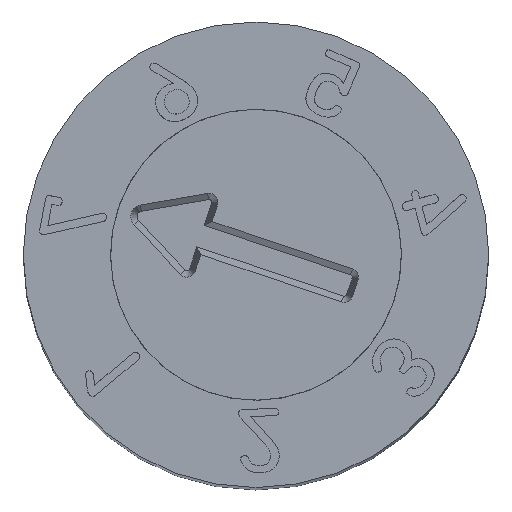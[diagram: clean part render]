
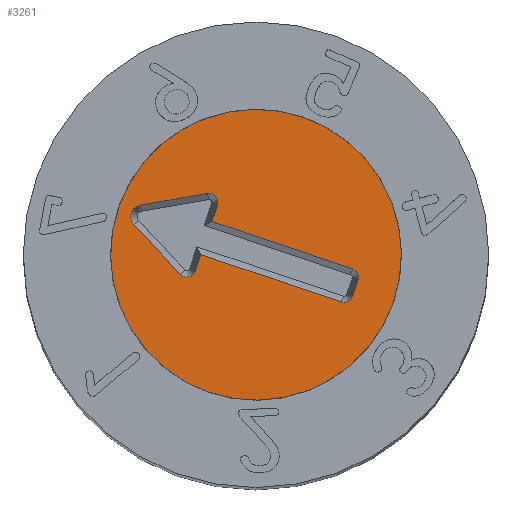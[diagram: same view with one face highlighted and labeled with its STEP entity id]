
A CAD part, top view. The second image highlights one B-rep face of the part: STEP entity #3261.
In plain terms, the highlighted planar face has unit normal (0, 0, 1).
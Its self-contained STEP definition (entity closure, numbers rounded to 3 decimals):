
#63=CIRCLE('',#3397,0.075);
#65=CIRCLE('',#3402,0.076);
#67=CIRCLE('',#3406,0.1);
#69=CIRCLE('',#3410,0.076);
#71=CIRCLE('',#3415,0.075);
#80=CIRCLE('',#3433,1.25);
#93=FACE_BOUND('',#521,.T.);
#154=PLANE('',#3434);
#331=FACE_OUTER_BOUND('',#520,.T.);
#520=EDGE_LOOP('',(#2975));
#521=EDGE_LOOP('',(#2976,#2977,#2978,#2979,#2980,#2981,#2982,#2983,#2984,
#2985,#2986,#2987));
#748=LINE('',#6088,#1001);
#751=LINE('',#6094,#1004);
#755=LINE('',#6106,#1008);
#759=LINE('',#6118,#1012);
#763=LINE('',#6130,#1016);
#766=LINE('',#6136,#1019);
#770=LINE('',#6146,#1023);
#1001=VECTOR('',#3827,10.);
#1004=VECTOR('',#3832,10.);
#1008=VECTOR('',#3844,10.);
#1012=VECTOR('',#3856,10.);
#1016=VECTOR('',#3868,10.);
#1019=VECTOR('',#3873,10.);
#1023=VECTOR('',#3885,10.);
#1512=VERTEX_POINT('',#6079);
#1513=VERTEX_POINT('',#6081);
#1515=VERTEX_POINT('',#6087);
#1517=VERTEX_POINT('',#6093);
#1519=VERTEX_POINT('',#6099);
#1521=VERTEX_POINT('',#6105);
#1523=VERTEX_POINT('',#6111);
#1525=VERTEX_POINT('',#6117);
#1527=VERTEX_POINT('',#6123);
#1529=VERTEX_POINT('',#6129);
#1531=VERTEX_POINT('',#6135);
#1533=VERTEX_POINT('',#6141);
#1541=VERTEX_POINT('',#6173);
#1977=EDGE_CURVE('',#1513,#1512,#63,.T.);
#1980=EDGE_CURVE('',#1515,#1513,#748,.T.);
#1983=EDGE_CURVE('',#1517,#1515,#751,.T.);
#1986=EDGE_CURVE('',#1519,#1517,#65,.T.);
#1989=EDGE_CURVE('',#1521,#1519,#755,.T.);
#1992=EDGE_CURVE('',#1523,#1521,#67,.T.);
#1995=EDGE_CURVE('',#1525,#1523,#759,.T.);
#1998=EDGE_CURVE('',#1527,#1525,#69,.T.);
#2001=EDGE_CURVE('',#1529,#1527,#763,.T.);
#2004=EDGE_CURVE('',#1531,#1529,#766,.T.);
#2007=EDGE_CURVE('',#1533,#1531,#71,.T.);
#2010=EDGE_CURVE('',#1512,#1533,#770,.T.);
#2022=EDGE_CURVE('',#1541,#1541,#80,.T.);
#2975=ORIENTED_EDGE('',*,*,#2022,.F.);
#2976=ORIENTED_EDGE('',*,*,#1977,.T.);
#2977=ORIENTED_EDGE('',*,*,#2010,.T.);
#2978=ORIENTED_EDGE('',*,*,#2007,.T.);
#2979=ORIENTED_EDGE('',*,*,#2004,.T.);
#2980=ORIENTED_EDGE('',*,*,#2001,.T.);
#2981=ORIENTED_EDGE('',*,*,#1998,.T.);
#2982=ORIENTED_EDGE('',*,*,#1995,.T.);
#2983=ORIENTED_EDGE('',*,*,#1992,.T.);
#2984=ORIENTED_EDGE('',*,*,#1989,.T.);
#2985=ORIENTED_EDGE('',*,*,#1986,.T.);
#2986=ORIENTED_EDGE('',*,*,#1983,.T.);
#2987=ORIENTED_EDGE('',*,*,#1980,.T.);
#3261=ADVANCED_FACE('',(#331,#93),#154,.F.);
#3397=AXIS2_PLACEMENT_3D('',#6082,#3821,#3822);
#3402=AXIS2_PLACEMENT_3D('',#6100,#3838,#3839);
#3406=AXIS2_PLACEMENT_3D('',#6112,#3850,#3851);
#3410=AXIS2_PLACEMENT_3D('',#6124,#3862,#3863);
#3415=AXIS2_PLACEMENT_3D('',#6142,#3879,#3880);
#3433=AXIS2_PLACEMENT_3D('',#6174,#3921,#3922);
#3434=AXIS2_PLACEMENT_3D('',#6176,#3924,#3925);
#3821=DIRECTION('center_axis',(0.,0.,-1.));
#3822=DIRECTION('ref_axis',(0.,-1.,0.));
#3827=DIRECTION('',(0.,1.,0.));
#3832=DIRECTION('',(1.,0.,0.));
#3838=DIRECTION('center_axis',(0.,0.,-1.));
#3839=DIRECTION('ref_axis',(0.,-1.,0.));
#3844=DIRECTION('',(-0.476,0.88,0.));
#3850=DIRECTION('center_axis',(0.,0.,-1.));
#3851=DIRECTION('ref_axis',(0.88,0.476,0.));
#3856=DIRECTION('',(-0.476,-0.88,0.));
#3862=DIRECTION('center_axis',(0.,0.,-1.));
#3863=DIRECTION('ref_axis',(-0.88,0.476,0.));
#3868=DIRECTION('',(1.,0.,0.));
#3873=DIRECTION('',(0.,-1.,0.));
#3879=DIRECTION('center_axis',(0.,0.,-1.));
#3880=DIRECTION('ref_axis',(-1.,0.,0.));
#3885=DIRECTION('',(1.,0.,0.));
#3921=DIRECTION('center_axis',(0.,0.,-1.));
#3922=DIRECTION('ref_axis',(-1.,0.,0.));
#3924=DIRECTION('center_axis',(0.,0.,-1.));
#3925=DIRECTION('ref_axis',(-1.,0.,0.));
#6079=CARTESIAN_POINT('',(-0.075,0.9,2.3));
#6081=CARTESIAN_POINT('',(-0.15,0.825,2.3));
#6082=CARTESIAN_POINT('Origin',(-0.075,0.825,2.3));
#6087=CARTESIAN_POINT('',(-0.15,-0.45,2.3));
#6088=CARTESIAN_POINT('',(-0.15,0.413,2.3));
#6093=CARTESIAN_POINT('',(-0.3,-0.45,2.3));
#6094=CARTESIAN_POINT('',(-0.075,-0.45,2.3));
#6099=CARTESIAN_POINT('',(-0.367,-0.562,2.3));
#6100=CARTESIAN_POINT('Origin',(-0.3,-0.526,2.3));
#6105=CARTESIAN_POINT('',(-0.088,-1.077,2.3));
#6106=CARTESIAN_POINT('',(-0.443,-0.421,2.3));
#6111=CARTESIAN_POINT('',(0.088,-1.077,2.3));
#6112=CARTESIAN_POINT('Origin',(0.,-1.03,
2.3));
#6117=CARTESIAN_POINT('',(0.367,-0.562,2.3));
#6118=CARTESIAN_POINT('',(0.303,-0.679,2.3));
#6123=CARTESIAN_POINT('',(0.3,-0.45,2.3));
#6124=CARTESIAN_POINT('Origin',(0.3,-0.526,2.3));
#6129=CARTESIAN_POINT('',(0.15,-0.45,2.3));
#6130=CARTESIAN_POINT('',(0.15,-0.45,2.3));
#6135=CARTESIAN_POINT('',(0.15,0.825,2.3));
#6136=CARTESIAN_POINT('',(0.15,-0.225,2.3));
#6141=CARTESIAN_POINT('',(0.075,0.9,2.3));
#6142=CARTESIAN_POINT('Origin',(0.075,0.825,2.3));
#6146=CARTESIAN_POINT('',(0.,0.9,2.3));
#6173=CARTESIAN_POINT('',(1.25,0.,2.3));
#6174=CARTESIAN_POINT('Origin',(0.,0.,2.3));
#6176=CARTESIAN_POINT('Origin',(0.,0.,2.3));
